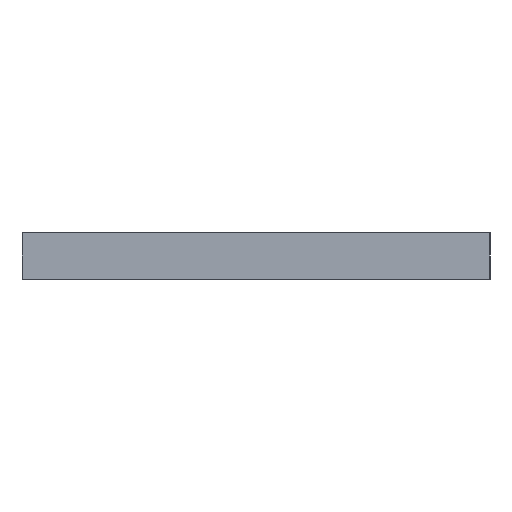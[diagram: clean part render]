
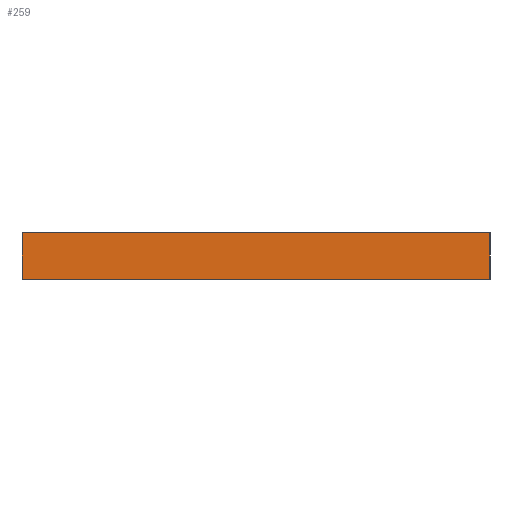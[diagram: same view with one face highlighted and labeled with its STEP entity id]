
A CAD part, left-side view. The second image highlights one B-rep face of the part: STEP entity #259.
In plain terms, the highlighted planar face has unit normal (-1, 0, 0).
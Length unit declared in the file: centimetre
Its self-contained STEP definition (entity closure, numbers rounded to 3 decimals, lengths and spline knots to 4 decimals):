
#13=LINE($,#416,#25);
#14=LINE($,#418,#26);
#15=LINE($,#420,#27);
#16=LINE($,#421,#28);
#25=VECTOR($,#350,1.5875);
#26=VECTOR($,#351,0.1588);
#27=VECTOR($,#352,1.5875);
#28=VECTOR($,#353,0.1588);
#37=PLANE($,#292);
#77=FACE_OUTER_BOUND($,#97,.T.);
#97=EDGE_LOOP($,(#203,#204,#205,#206));
#151=VERTEX_POINT($,#414);
#152=VERTEX_POINT($,#415);
#153=VERTEX_POINT($,#417);
#154=VERTEX_POINT($,#419);
#175=EDGE_CURVE($,#151,#152,#13,.T.);
#176=EDGE_CURVE($,#151,#153,#14,.T.);
#177=EDGE_CURVE($,#154,#153,#15,.T.);
#178=EDGE_CURVE($,#152,#154,#16,.T.);
#203=ORIENTED_EDGE($,*,*,#175,.F.);
#204=ORIENTED_EDGE($,*,*,#176,.T.);
#205=ORIENTED_EDGE($,*,*,#177,.F.);
#206=ORIENTED_EDGE($,*,*,#178,.F.);
#259=ADVANCED_FACE($,(#77),#37,.T.);
#292=AXIS2_PLACEMENT_3D($,#413,#348,#349);
#348=DIRECTION('center_axis',(-1.,0.,0.));
#349=DIRECTION('ref_axis',(0.,-1.,0.));
#350=DIRECTION($,(0.,1.,0.));
#351=DIRECTION($,(0.,0.,1.));
#352=DIRECTION($,(0.,-1.,0.));
#353=DIRECTION($,(0.,0.,1.));
#413=CARTESIAN_POINT('Origin',(-40.64,1.5875,0.));
#414=CARTESIAN_POINT('',(-40.64,0.,0.));
#415=CARTESIAN_POINT('',(-40.64,1.5875,0.));
#416=CARTESIAN_POINT($,(-40.64,0.,0.));
#417=CARTESIAN_POINT('',(-40.64,0.,0.1588));
#418=CARTESIAN_POINT($,(-40.64,0.,0.));
#419=CARTESIAN_POINT('',(-40.64,1.5875,0.1588));
#420=CARTESIAN_POINT($,(-40.64,0.,0.1588));
#421=CARTESIAN_POINT($,(-40.64,1.5875,0.));
